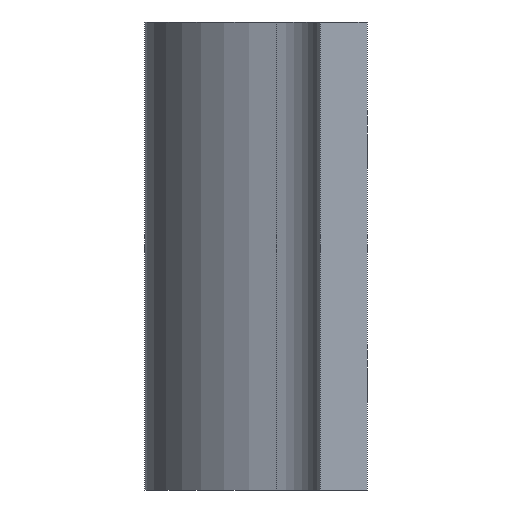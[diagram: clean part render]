
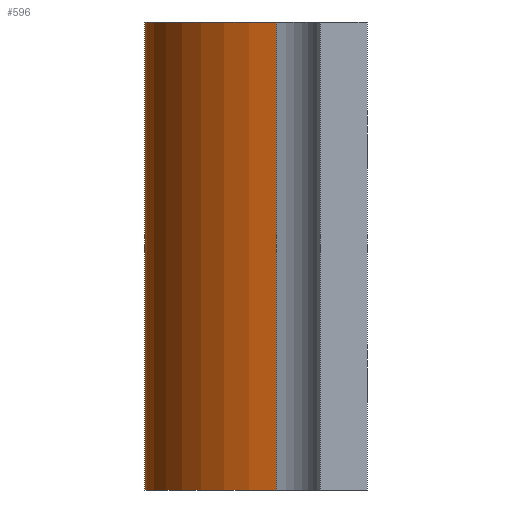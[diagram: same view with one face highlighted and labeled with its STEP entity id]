
A CAD part, left-side view. The second image highlights one B-rep face of the part: STEP entity #596.
In plain terms, the highlighted cylindrical face has radius 15 mm (diameter 30 mm), a partial arc.
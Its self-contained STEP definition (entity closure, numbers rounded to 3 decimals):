
#16 = VERTEX_POINT ( 'NONE', #336 ) ;
#46 = DIRECTION ( 'NONE',  ( 0., 0., 1. ) ) ;
#76 = EDGE_CURVE ( 'NONE', #91, #487, #358, .T. ) ;
#91 = VERTEX_POINT ( 'NONE', #114 ) ;
#95 = DIRECTION ( 'NONE',  ( 1., 0., 0. ) ) ;
#114 = CARTESIAN_POINT ( 'NONE',  ( 44.524, 8.75, 40. ) ) ;
#124 = FACE_OUTER_BOUND ( 'NONE', #183, .T. ) ;
#146 = CIRCLE ( 'NONE', #436, 15. ) ;
#148 = LINE ( 'NONE', #550, #162 ) ;
#162 = VECTOR ( 'NONE', #603, 1000. ) ;
#164 = ORIENTED_EDGE ( 'NONE', *, *, #76, .T. ) ;
#183 = EDGE_LOOP ( 'NONE', ( #388, #246, #679, #164 ) ) ;
#186 = DIRECTION ( 'NONE',  ( 0., 0., -1. ) ) ;
#208 = AXIS2_PLACEMENT_3D ( 'NONE', #325, #278, #95 ) ;
#246 = ORIENTED_EDGE ( 'NONE', *, *, #527, .T. ) ;
#278 = DIRECTION ( 'NONE',  ( 0., 0., 1. ) ) ;
#282 = CARTESIAN_POINT ( 'NONE',  ( 44.524, 8.75, 40. ) ) ;
#300 = CARTESIAN_POINT ( 'NONE',  ( 30., 5., 40. ) ) ;
#313 = VECTOR ( 'NONE', #509, 1000. ) ;
#322 = DIRECTION ( 'NONE',  ( 1., 0., 0. ) ) ;
#325 = CARTESIAN_POINT ( 'NONE',  ( 30., 5., 40. ) ) ;
#336 = CARTESIAN_POINT ( 'NONE',  ( 15.476, 8.75, 0. ) ) ;
#357 = CYLINDRICAL_SURFACE ( 'NONE', #361, 15. ) ;
#358 = LINE ( 'NONE', #282, #313 ) ;
#361 = AXIS2_PLACEMENT_3D ( 'NONE', #300, #186, #651 ) ;
#385 = CARTESIAN_POINT ( 'NONE',  ( 30., 5., 0. ) ) ;
#388 = ORIENTED_EDGE ( 'NONE', *, *, #661, .T. ) ;
#436 = AXIS2_PLACEMENT_3D ( 'NONE', #385, #46, #322 ) ;
#487 = VERTEX_POINT ( 'NONE', #562 ) ;
#500 = VERTEX_POINT ( 'NONE', #719 ) ;
#509 = DIRECTION ( 'NONE',  ( 0., 0., -1. ) ) ;
#527 = EDGE_CURVE ( 'NONE', #16, #500, #148, .T. ) ;
#550 = CARTESIAN_POINT ( 'NONE',  ( 15.476, 8.75, 40. ) ) ;
#562 = CARTESIAN_POINT ( 'NONE',  ( 44.524, 8.75, 0. ) ) ;
#596 = ADVANCED_FACE ( 'NONE', ( #124 ), #357, .T. ) ;
#603 = DIRECTION ( 'NONE',  ( 0., 0., 1. ) ) ;
#634 = EDGE_CURVE ( 'NONE', #91, #500, #664, .T. ) ;
#651 = DIRECTION ( 'NONE',  ( -1., 0., 0. ) ) ;
#661 = EDGE_CURVE ( 'NONE', #487, #16, #146, .T. ) ;
#664 = CIRCLE ( 'NONE', #208, 15. ) ;
#679 = ORIENTED_EDGE ( 'NONE', *, *, #634, .F. ) ;
#719 = CARTESIAN_POINT ( 'NONE',  ( 15.476, 8.75, 40. ) ) ;
